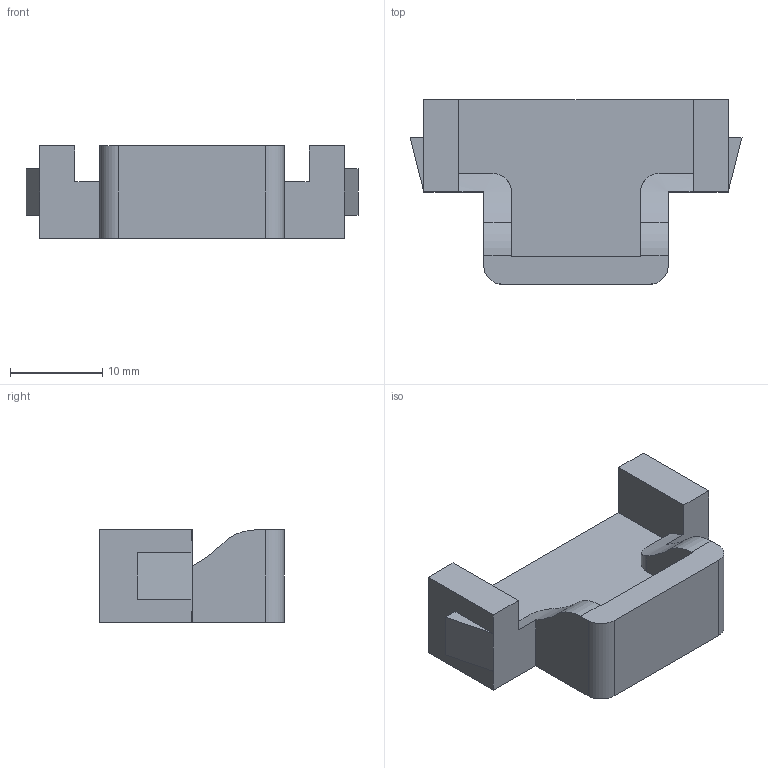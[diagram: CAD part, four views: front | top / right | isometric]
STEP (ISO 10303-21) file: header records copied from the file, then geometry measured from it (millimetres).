
FILE_DESCRIPTION (( 'STEP AP214' ), '1' );
FILE_NAME ('7750049', '2019-02-01T13:52:31', ( '' ), ('JUGARD+KÜNSTNER GmbH'), 'SwSTEP 2.0', 'SolidWorks 2017', '' );
FILE_SCHEMA (( 'AUTOMOTIVE_DESIGN' ));
Length unit declared in the file: millimetre
Products named in the file (1): 7750049_CNAJF00
Bounding box: 36 x 20 x 10 mm (x, y, z)
Volume: 3184.2 mm3; surface area: 2226 mm2
Topology: 1 solids, 1 shells, 36 faces, 98 edges, 64 vertices
Faces by surface type: plane 28, cylinder 8
Entity records: 1582 total; most frequent: CARTESIAN_POINT 229, ORIENTED_EDGE 196, DIRECTION 186, EDGE_CURVE 98, VECTOR 80, LINE 80, VERTEX_POINT 64, AXIS2_PLACEMENT_3D 53
